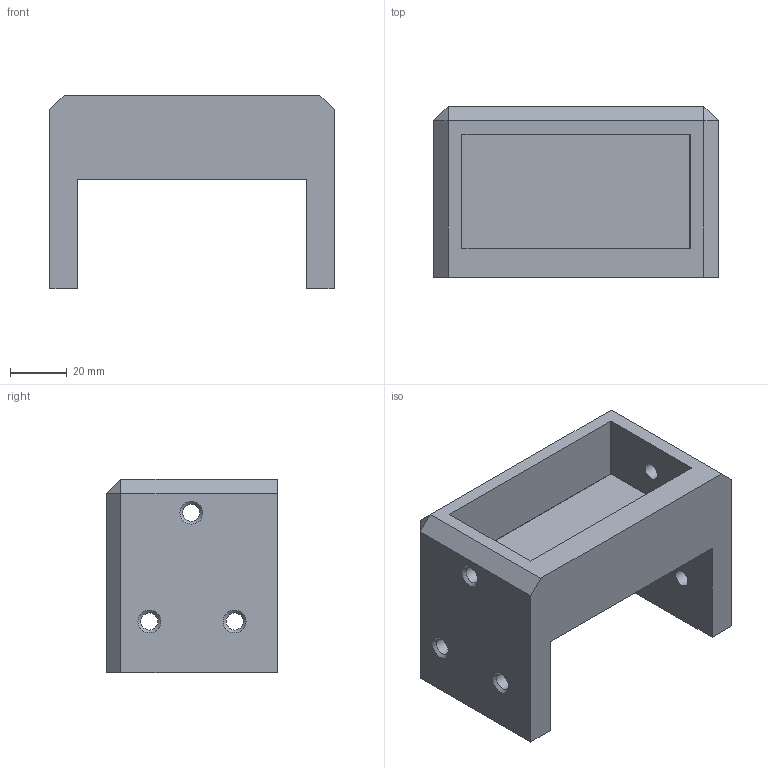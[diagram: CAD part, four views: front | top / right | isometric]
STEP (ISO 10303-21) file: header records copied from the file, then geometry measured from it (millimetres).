
FILE_DESCRIPTION(('FreeCAD Model'),'2;1');
FILE_NAME('Open CASCADE Shape Model','2021-08-11T19:10:34',('Author'),( ''),'Open CASCADE STEP processor 7.5','FreeCAD','Unknown');
FILE_SCHEMA(('AUTOMOTIVE_DESIGN { 1 0 10303 214 1 1 1 1 }'));
Length unit declared in the file: millimetre
Products named in the file (1): BaseHolder
Bounding box: 100 x 60 x 68 mm (x, y, z)
Volume: 143826.5 mm3; surface area: 37277.6 mm2
Topology: 1 solids, 1 shells, 48 faces, 111 edges, 66 vertices
Faces by surface type: plane 22, cylinder 16, cone 6, sphere 4
Full cylindrical faces by diameter (mm): 6 x6
Entity records: 2901 total; most frequent: CARTESIAN_POINT 578, DIRECTION 440, LINE 247, VECTOR 247, ORIENTED_EDGE 222, PCURVE 222, DEFINITIONAL_REPRESENTATION 222, EDGE_CURVE 111
